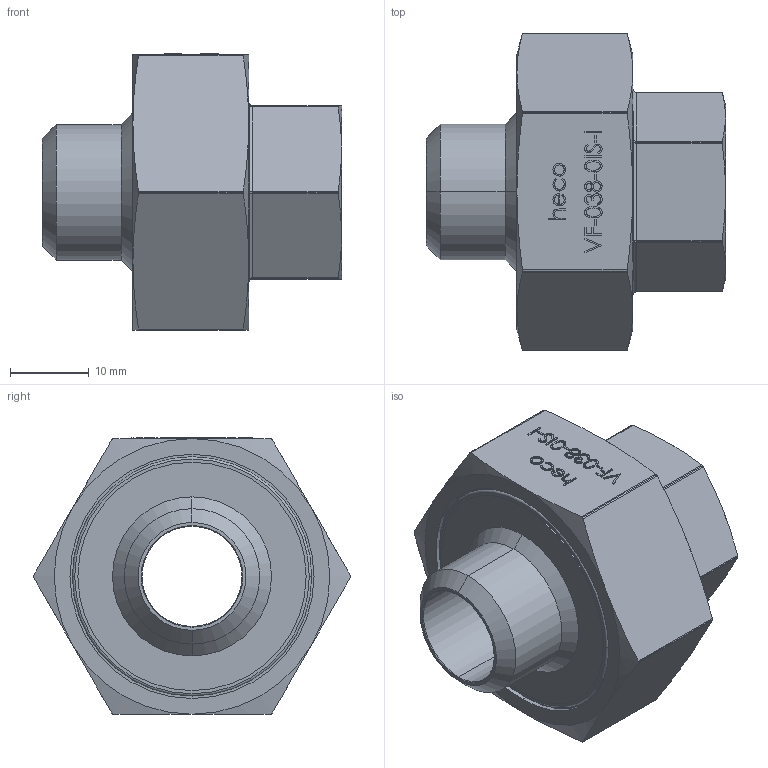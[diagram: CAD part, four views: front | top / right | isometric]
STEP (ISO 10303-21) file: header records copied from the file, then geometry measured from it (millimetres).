
FILE_DESCRIPTION (( 'STEP AP214' ), '1' );
FILE_NAME ('heco_VF-038-0IS-I.STEP', '2016-09-26T12:59:37', ( '' ), ( '' ), 'SwSTEP 2.0', 'SolidWorks 2016', '' );
FILE_SCHEMA (( 'AUTOMOTIVE_DESIGN' ));
Length unit declared in the file: millimetre
Products named in the file (1): heco_VF-038-0IS-I
Bounding box: 38 x 40.32 x 35.1 mm (x, y, z)
Volume: 16439.7 mm3; surface area: 6960.2 mm2
Topology: 1 solids, 1 shells, 287 faces, 724 edges, 462 vertices
Faces by surface type: bspline 105, plane 98, cylinder 50, cone 32, torus 2
Entity records: 15880 total; most frequent: CARTESIAN_POINT 8025, ORIENTED_EDGE 1436, DIRECTION 844, EDGE_CURVE 718, VERTEX_POINT 462, LINE 346, VECTOR 346, EDGE_LOOP 318
